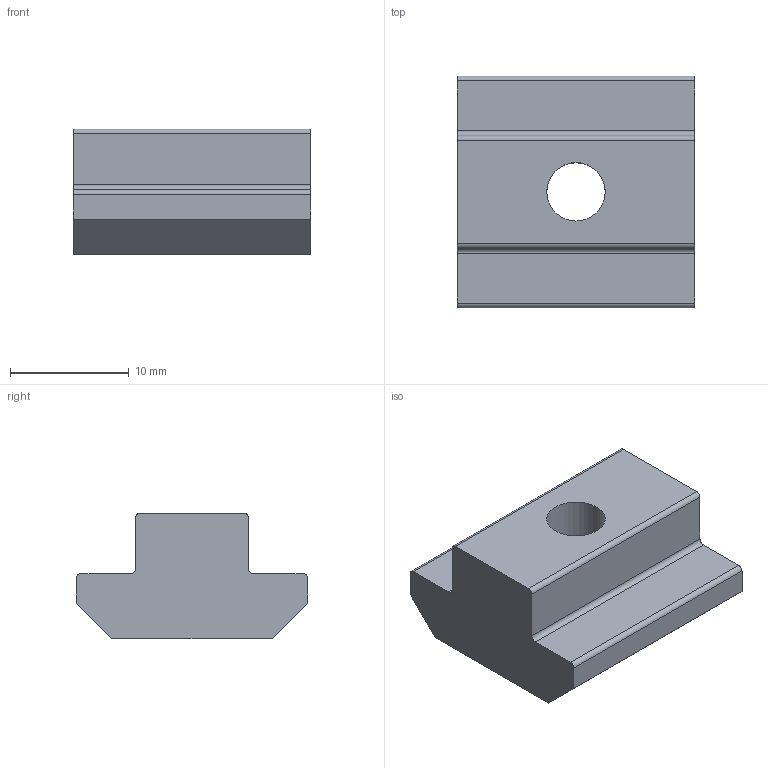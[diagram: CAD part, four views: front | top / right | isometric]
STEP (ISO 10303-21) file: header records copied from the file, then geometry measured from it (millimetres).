
FILE_DESCRIPTION(/* description */ ('STEP AP214'),/* implementation_level */ '2;1');
FILE_NAME(/* name */ '096036',/* time_stamp */ '2022-09-01T14:34:36+02:00',/* author */ ('License CC BY-ND 4.0'),/* organization */ ('CADENAS'),/* preprocessor_version */ 'ST-DEVELOPER v18.102',/* originating_system */ 'PARTsolutions',/* authorisation */ ' ');
FILE_SCHEMA (('AUTOMOTIVE_DESIGN {1 0 10303 214 3 1 1}'));
Length unit declared in the file: millimetre
Products named in the file (1): 096036
Bounding box: 20 x 19.5 x 10.6 mm (x, y, z)
Volume: 2731.3 mm3; surface area: 1532.1 mm2
Topology: 1 solids, 1 shells, 19 faces, 51 edges, 34 vertices
Faces by surface type: plane 12, cylinder 7
Full cylindrical faces by diameter (mm): 4.917 x1
Entity records: 628 total; most frequent: DIRECTION 104, CARTESIAN_POINT 104, ORIENTED_EDGE 100, EDGE_CURVE 50, LINE 36, VECTOR 36, VERTEX_POINT 34, AXIS2_PLACEMENT_3D 34
